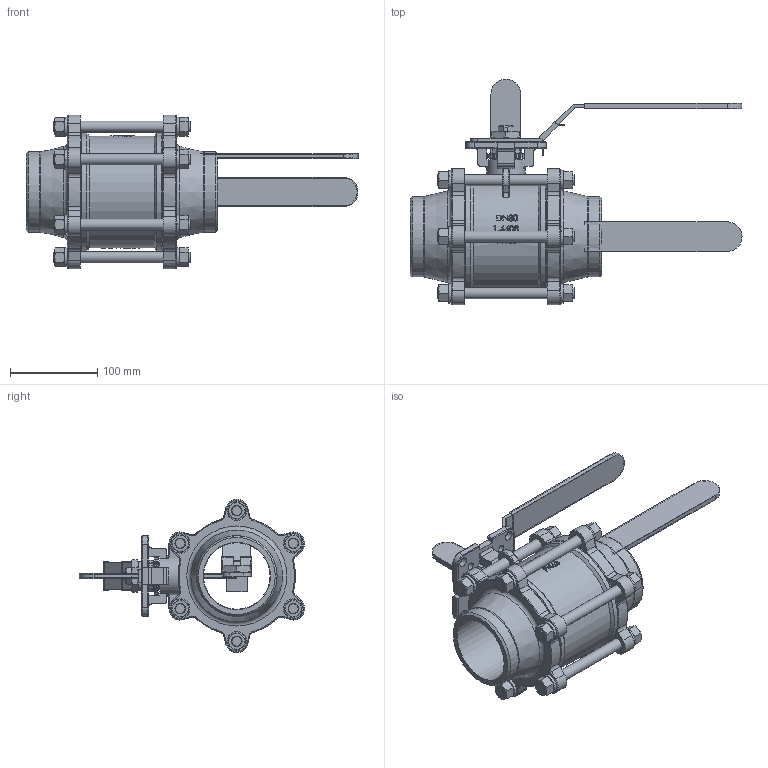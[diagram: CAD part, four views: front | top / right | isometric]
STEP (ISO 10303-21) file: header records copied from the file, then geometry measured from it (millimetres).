
FILE_DESCRIPTION( ( 'Unknown' ), '1' );
FILE_NAME( '8.122.080.stp', 'Unknown', ( 'Unknown' ), ( 'Unknown' ), 'PSStep 13.0', 'Unknown', ' ' );
FILE_SCHEMA( ( 'AUTOMOTIVE_DESIGN { 1 0 10303 214 1 1 1 1 }' ) );
Length unit declared in the file: millimetre
Products named in the file (10): Assem1; 8.122.080; Hebel 065-080; Körper_8.122.080; Gewindestange; Hebel 065_080; Ummantelung 065_080; Lasche065_080; MutterM20
Bounding box: 379.5 x 257.64 x 175.3 mm (x, y, z)
Volume: 5215892.1 mm3; surface area: 908174.8 mm2
Topology: 29 solids, 29 shells, 3251 faces, 8372 edges, 5323 vertices
Faces by surface type: plane 1393, cylinder 776, bspline 609, torus 267, cone 203, extrusion 3
Full cylindrical faces by diameter (mm): 8.5 x12, 11 x12, 12 x36, 12.7 x13, 14 x6, 15 x36, 17.5 x4, 30 x6, 44.46 x6, 48 x3, 76 x3, 92 x6, 128 x3, 134.3 x12
Entity records: 110131 total; most frequent: CARTESIAN_POINT 76646, ORIENTED_EDGE 5314, DIRECTION 4539, EDGE_CURVE 2657, VERTEX_POINT 1750, AXIS2_PLACEMENT_3D 1628, EDGE_LOOP 1317, VECTOR 1283
